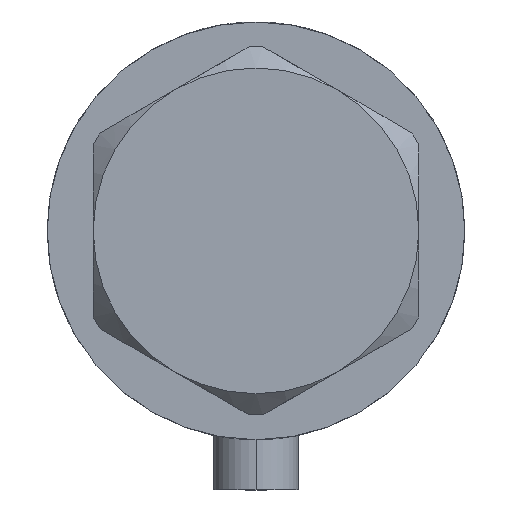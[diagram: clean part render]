
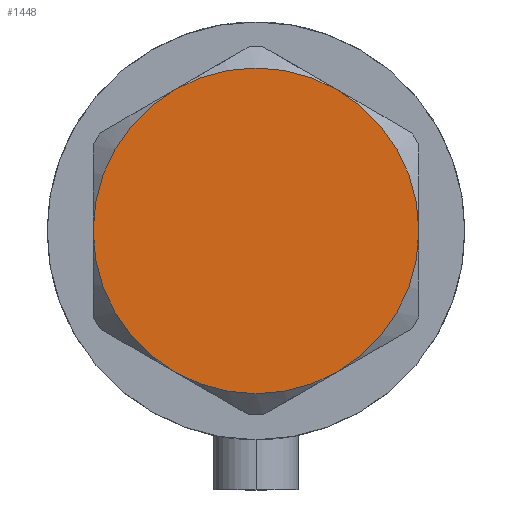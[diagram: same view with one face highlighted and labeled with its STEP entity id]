
A CAD part, left-side view. The second image highlights one B-rep face of the part: STEP entity #1448.
In plain terms, the highlighted face is planar.
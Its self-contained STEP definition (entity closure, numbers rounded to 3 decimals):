
#193 = AXIS2_PLACEMENT_3D ( 'NONE', #2745, #243, #617 ) ;
#243 = DIRECTION ( 'NONE',  ( 0., 0., 1. ) ) ;
#363 = AXIS2_PLACEMENT_3D ( 'NONE', #401, #3692, #1795 ) ;
#401 = CARTESIAN_POINT ( 'NONE',  ( 0., 0., 13. ) ) ;
#424 = EDGE_LOOP ( 'NONE', ( #2722, #3688, #3163, #4284, #595, #1324 ) ) ;
#497 = EDGE_CURVE ( 'NONE', #1263, #4220, #943, .T. ) ;
#504 = AXIS2_PLACEMENT_3D ( 'NONE', #3636, #4011, #2580 ) ;
#539 = CARTESIAN_POINT ( 'NONE',  ( -11.5, 19.919, 13. ) ) ;
#595 = ORIENTED_EDGE ( 'NONE', *, *, #1047, .T. ) ;
#617 = DIRECTION ( 'NONE',  ( 1., 0., 0. ) ) ;
#881 = CIRCLE ( 'NONE', #193, 23. ) ;
#943 = CIRCLE ( 'NONE', #3691, 23. ) ;
#1047 = EDGE_CURVE ( 'NONE', #1979, #2018, #4216, .T. ) ;
#1094 = CARTESIAN_POINT ( 'NONE',  ( -23., 0., 13. ) ) ;
#1102 = EDGE_CURVE ( 'NONE', #2489, #1263, #881, .T. ) ;
#1113 = CIRCLE ( 'NONE', #2844, 23. ) ;
#1263 = VERTEX_POINT ( 'NONE', #3596 ) ;
#1324 = ORIENTED_EDGE ( 'NONE', *, *, #3300, .T. ) ;
#1406 = AXIS2_PLACEMENT_3D ( 'NONE', #2119, #3218, #4707 ) ;
#1448 = ADVANCED_FACE ( 'NONE', ( #2584 ), #4371, .T. ) ;
#1456 = DIRECTION ( 'NONE',  ( 1., 0., 0. ) ) ;
#1494 = CARTESIAN_POINT ( 'NONE',  ( 11.5, -19.919, 13. ) ) ;
#1795 = DIRECTION ( 'NONE',  ( 1., 0., 0. ) ) ;
#1824 = CIRCLE ( 'NONE', #3090, 23. ) ;
#1979 = VERTEX_POINT ( 'NONE', #1094 ) ;
#2018 = VERTEX_POINT ( 'NONE', #3758 ) ;
#2119 = CARTESIAN_POINT ( 'NONE',  ( 0., 0., 13. ) ) ;
#2193 = DIRECTION ( 'NONE',  ( 1., 0., 0. ) ) ;
#2207 = EDGE_CURVE ( 'NONE', #4220, #2739, #1824, .T. ) ;
#2284 = CARTESIAN_POINT ( 'NONE',  ( 11.5, 19.919, 13. ) ) ;
#2316 = DIRECTION ( 'NONE',  ( 0., 0., 1. ) ) ;
#2489 = VERTEX_POINT ( 'NONE', #1494 ) ;
#2524 = DIRECTION ( 'NONE',  ( 1., 0., 0. ) ) ;
#2580 = DIRECTION ( 'NONE',  ( 1., 0., 0. ) ) ;
#2584 = FACE_OUTER_BOUND ( 'NONE', #424, .T. ) ;
#2631 = CIRCLE ( 'NONE', #363, 23. ) ;
#2648 = CARTESIAN_POINT ( 'NONE',  ( 0., 0., 13. ) ) ;
#2722 = ORIENTED_EDGE ( 'NONE', *, *, #1102, .T. ) ;
#2739 = VERTEX_POINT ( 'NONE', #539 ) ;
#2745 = CARTESIAN_POINT ( 'NONE',  ( 0., 0., 13. ) ) ;
#2844 = AXIS2_PLACEMENT_3D ( 'NONE', #4409, #2968, #2524 ) ;
#2968 = DIRECTION ( 'NONE',  ( 0., 0., 1. ) ) ;
#3090 = AXIS2_PLACEMENT_3D ( 'NONE', #4291, #4668, #2193 ) ;
#3163 = ORIENTED_EDGE ( 'NONE', *, *, #2207, .T. ) ;
#3218 = DIRECTION ( 'NONE',  ( 0., 0., 1. ) ) ;
#3300 = EDGE_CURVE ( 'NONE', #2018, #2489, #1113, .T. ) ;
#3596 = CARTESIAN_POINT ( 'NONE',  ( 23., 0., 13. ) ) ;
#3636 = CARTESIAN_POINT ( 'NONE',  ( 0., 0., 13. ) ) ;
#3688 = ORIENTED_EDGE ( 'NONE', *, *, #497, .T. ) ;
#3691 = AXIS2_PLACEMENT_3D ( 'NONE', #2648, #2316, #1456 ) ;
#3692 = DIRECTION ( 'NONE',  ( 0., 0., 1. ) ) ;
#3758 = CARTESIAN_POINT ( 'NONE',  ( -11.5, -19.919, 13. ) ) ;
#4011 = DIRECTION ( 'NONE',  ( 0., 0., 1. ) ) ;
#4216 = CIRCLE ( 'NONE', #504, 23. ) ;
#4220 = VERTEX_POINT ( 'NONE', #2284 ) ;
#4284 = ORIENTED_EDGE ( 'NONE', *, *, #4624, .T. ) ;
#4291 = CARTESIAN_POINT ( 'NONE',  ( 0., 0., 13. ) ) ;
#4371 = PLANE ( 'NONE',  #1406 ) ;
#4409 = CARTESIAN_POINT ( 'NONE',  ( 0., 0., 13. ) ) ;
#4624 = EDGE_CURVE ( 'NONE', #2739, #1979, #2631, .T. ) ;
#4668 = DIRECTION ( 'NONE',  ( 0., 0., 1. ) ) ;
#4707 = DIRECTION ( 'NONE',  ( 1., 0., 0. ) ) ;
